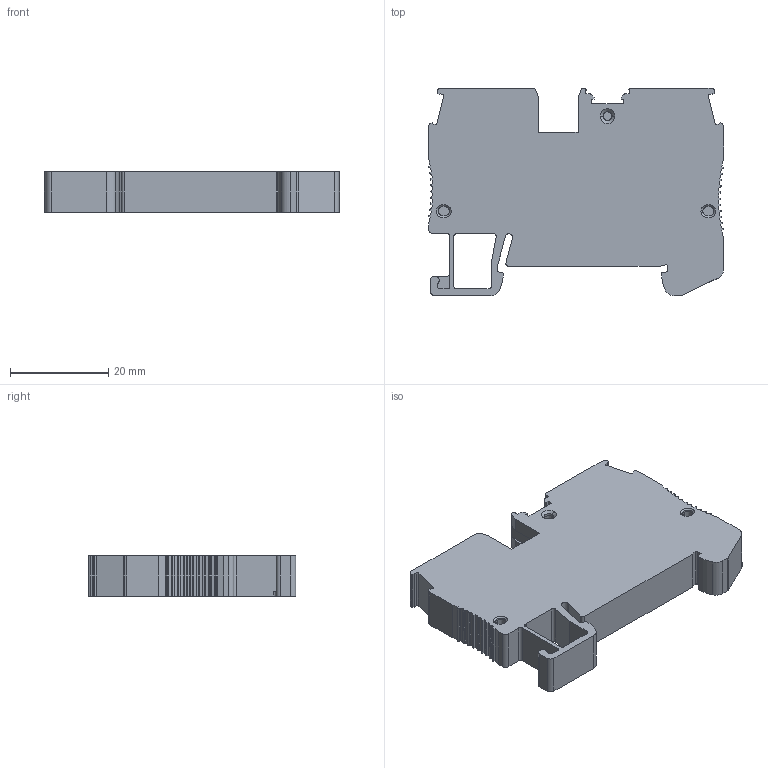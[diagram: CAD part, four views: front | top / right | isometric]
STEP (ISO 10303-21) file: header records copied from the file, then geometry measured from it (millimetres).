
FILE_DESCRIPTION((''),'2;1');
FILE_NAME('UJ6-6','2023-07-07T',('Administrator'),(''),'PRO/ENGINEER BY PARAMETRIC TECHNOLOGY CORPORATION, 2013230','PRO/ENGINEER BY PARAMETRIC TECHNOLOGY CORPORATION, 2013230','');
FILE_SCHEMA(('AUTOMOTIVE_DESIGN { 1 0 10303 214 1 1 1 1 }'));
Length unit declared in the file: millimetre
Products named in the file (1): UJ6-6
Bounding box: 60.02 x 42.2 x 8.2 mm (x, y, z)
Volume: 14468.7 mm3; surface area: 9019.8 mm2
Topology: 1 solids, 3 shells, 454 faces, 1372 edges, 933 vertices
Faces by surface type: plane 308, cylinder 124, cone 16, torus 6
Entity records: 19729 total; most frequent: CARTESIAN_POINT 2839, ORIENTED_EDGE 2744, DIRECTION 2638, PRESENTATION_STYLE_ASSIGNMENT 1373, STYLED_ITEM 1373, CURVE_STYLE 1372, EDGE_CURVE 1372, VECTOR 964
